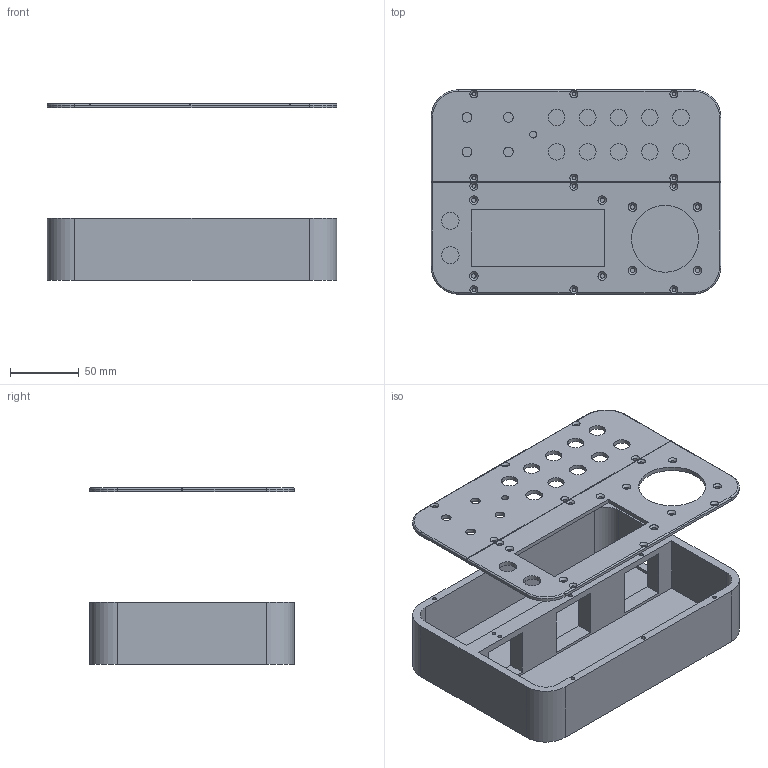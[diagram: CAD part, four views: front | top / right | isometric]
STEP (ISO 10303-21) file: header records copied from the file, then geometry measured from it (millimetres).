
FILE_DESCRIPTION(/* description */ (''),/* implementation_level */ '2;1');
FILE_NAME(/* name */ '20e83ced-c47e-4d00-8de5-49f3e363c53a.stp',/* time_stamp */ '2017-07-09T18:05:57+00:00',/* author */ (''),/* organization */ (''),/* preprocessor_version */ 'ST-DEVELOPER v16.13',/* originating_system */ 'Autodesk Translation Framework v6.1.1.50',/* authorisation */ '');
FILE_SCHEMA (('AUTOMOTIVE_DESIGN { 1 0 10303 214 3 1 1 }'));
Length unit declared in the file: millimetre
Products named in the file (1): REmote V2 v28
Bounding box: 210 x 148 x 128 mm (x, y, z)
Volume: 378947.2 mm3; surface area: 186183.7 mm2
Topology: 3 solids, 3 shells, 147 faces, 407 edges, 262 vertices
Faces by surface type: cylinder 69, plane 54, cone 20, torus 4
Full cylindrical faces by diameter (mm): 2.8 x24, 3.2 x8, 5 x1, 7 x4, 10 x1, 12 x10, 12.5 x2, 48.5 x1
Entity records: 4519 total; most frequent: CARTESIAN_POINT 788, DIRECTION 770, ORIENTED_EDGE 648, EDGE_CURVE 324, EDGE_LOOP 314, AXIS2_PLACEMENT_3D 310, VERTEX_POINT 250, FACE_BOUND 167
